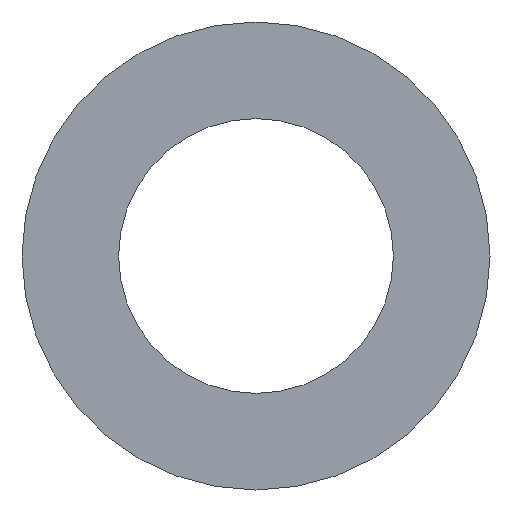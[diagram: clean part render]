
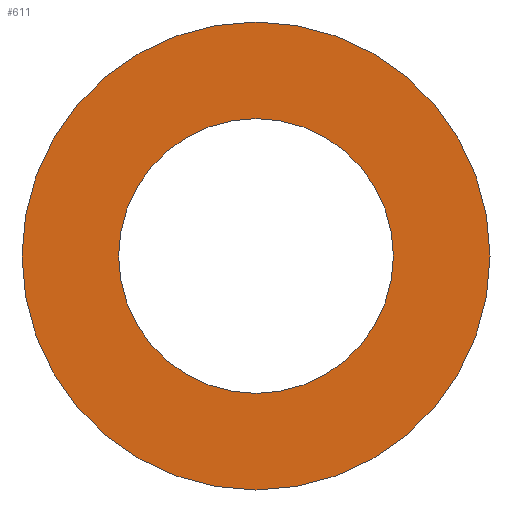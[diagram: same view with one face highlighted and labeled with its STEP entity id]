
A CAD part, left-side view. The second image highlights one B-rep face of the part: STEP entity #611.
In plain terms, the highlighted planar face has unit normal (-1, 0, 0).
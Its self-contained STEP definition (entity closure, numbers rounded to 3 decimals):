
#17=FACE_BOUND('',#94,.T.);
#32=PLANE('',#683);
#61=FACE_OUTER_BOUND('',#93,.T.);
#93=EDGE_LOOP('',(#562));
#94=EDGE_LOOP('',(#563));
#147=CIRCLE('',#682,26.4);
#148=CIRCLE('',#684,15.5);
#290=VERTEX_POINT('',#1241);
#291=VERTEX_POINT('',#1245);
#380=EDGE_CURVE('',#290,#290,#147,.T.);
#382=EDGE_CURVE('',#291,#291,#148,.T.);
#562=ORIENTED_EDGE('',*,*,#380,.T.);
#563=ORIENTED_EDGE('',*,*,#382,.F.);
#611=ADVANCED_FACE('',(#61,#17),#32,.T.);
#682=AXIS2_PLACEMENT_3D('',#1242,#835,#836);
#683=AXIS2_PLACEMENT_3D('',#1244,#838,#839);
#684=AXIS2_PLACEMENT_3D('',#1246,#840,#841);
#835=DIRECTION('center_axis',(-1.,0.,0.));
#836=DIRECTION('ref_axis',(0.,1.,0.));
#838=DIRECTION('center_axis',(-1.,0.,0.));
#839=DIRECTION('ref_axis',(0.,0.,1.));
#840=DIRECTION('center_axis',(-1.,0.,0.));
#841=DIRECTION('ref_axis',(0.,1.,0.));
#1241=CARTESIAN_POINT('',(0.,-26.4,0.));
#1242=CARTESIAN_POINT('Origin',(0.,0.,0.));
#1244=CARTESIAN_POINT('Origin',(0.,15.5,0.));
#1245=CARTESIAN_POINT('',(0.,-15.5,0.));
#1246=CARTESIAN_POINT('Origin',(0.,0.,0.));
